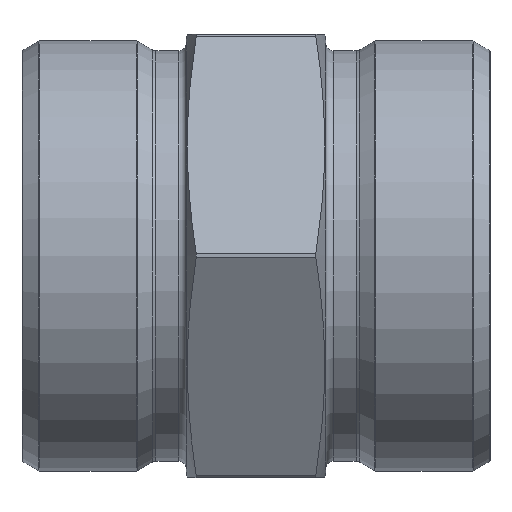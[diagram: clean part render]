
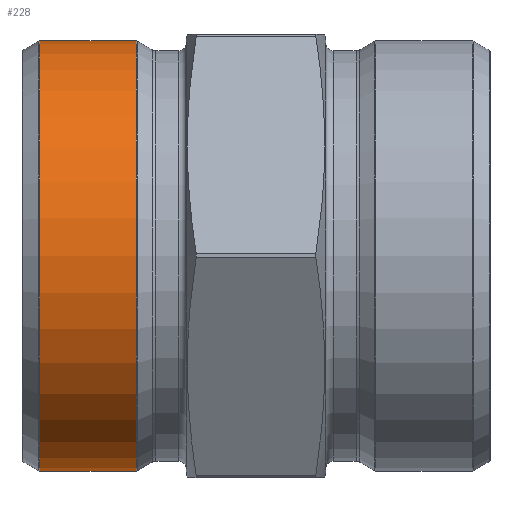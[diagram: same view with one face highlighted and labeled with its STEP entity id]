
A CAD part, top view. The second image highlights one B-rep face of the part: STEP entity #228.
In plain terms, the highlighted cylindrical face has radius 34 mm (diameter 68 mm), a full revolution.
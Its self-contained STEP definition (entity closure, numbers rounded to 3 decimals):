
#149=FACE_BOUND('',#305,.T.);
#150=FACE_BOUND('',#306,.T.);
#228=ADVANCED_FACE('',(#149,#150),#275,.T.);
#275=CYLINDRICAL_SURFACE('',#761,34.);
#305=EDGE_LOOP('',(#456));
#306=EDGE_LOOP('',(#457));
#398=CIRCLE('',#759,34.);
#399=CIRCLE('',#760,34.);
#456=ORIENTED_EDGE('',*,*,#663,.T.);
#457=ORIENTED_EDGE('',*,*,#664,.T.);
#602=VERTEX_POINT('',#1102);
#603=VERTEX_POINT('',#1104);
#663=EDGE_CURVE('',#602,#602,#398,.T.);
#664=EDGE_CURVE('',#603,#603,#399,.T.);
#759=AXIS2_PLACEMENT_3D('',#1101,#892,#893);
#760=AXIS2_PLACEMENT_3D('',#1103,#894,#895);
#761=AXIS2_PLACEMENT_3D('',#1105,#896,#897);
#892=DIRECTION('',(-1.,0.,0.));
#893=DIRECTION('',(0.,0.,-1.));
#894=DIRECTION('',(1.,0.,0.));
#895=DIRECTION('',(0.,0.,-1.));
#896=DIRECTION('',(-1.,0.,0.));
#897=DIRECTION('',(0.,0.,1.));
#1101=CARTESIAN_POINT('',(18.085,0.,0.));
#1102=CARTESIAN_POINT('',(18.085,0.,-34.));
#1103=CARTESIAN_POINT('',(2.78,0.,0.));
#1104=CARTESIAN_POINT('',(2.78,0.,-34.));
#1105=CARTESIAN_POINT('',(0.,0.,0.));
